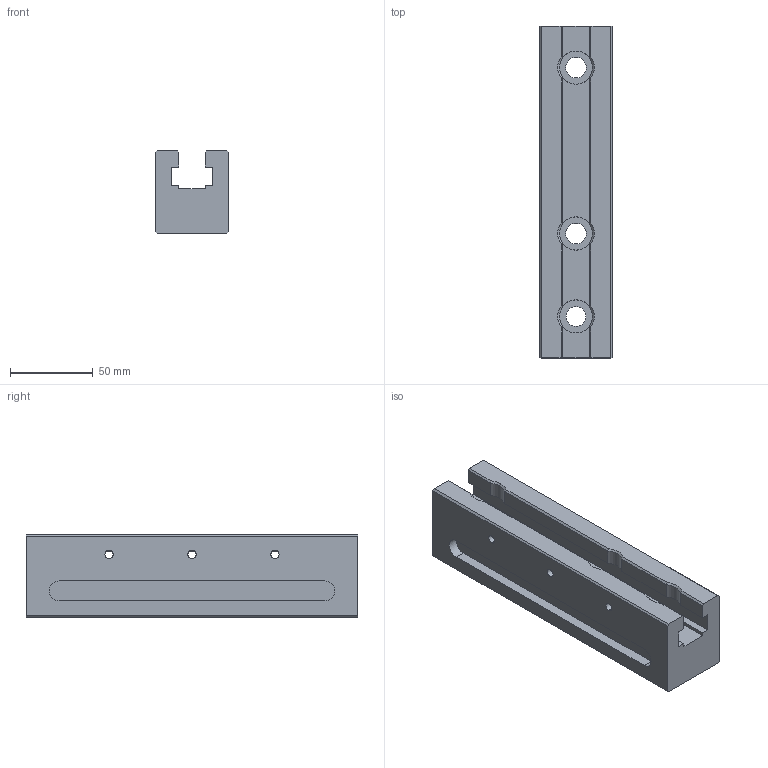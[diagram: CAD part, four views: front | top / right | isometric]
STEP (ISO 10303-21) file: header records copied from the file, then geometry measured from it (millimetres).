
FILE_DESCRIPTION (( 'STEP AP203' ), '1' );
FILE_NAME ('47220.STEP', '2019-11-20T17:28:32', ( 'Marc' ), ( 'Microsoft' ), 'SwSTEP 2.0', 'SolidWorks 2018', '' );
FILE_SCHEMA (( 'CONFIG_CONTROL_DESIGN' ));
Length unit declared in the file: millimetre
Products named in the file (1): 47220
Bounding box: 44 x 200 x 50 mm (x, y, z)
Volume: 302055.1 mm3; surface area: 61337.5 mm2
Topology: 1 solids, 1 shells, 104 faces, 303 edges, 197 vertices
Faces by surface type: plane 54, cylinder 34, cone 16
Entity records: 3599 total; most frequent: CARTESIAN_POINT 686, ORIENTED_EDGE 606, DIRECTION 592, EDGE_CURVE 303, AXIS2_PLACEMENT_3D 205, VERTEX_POINT 197, LINE 182, VECTOR 182
